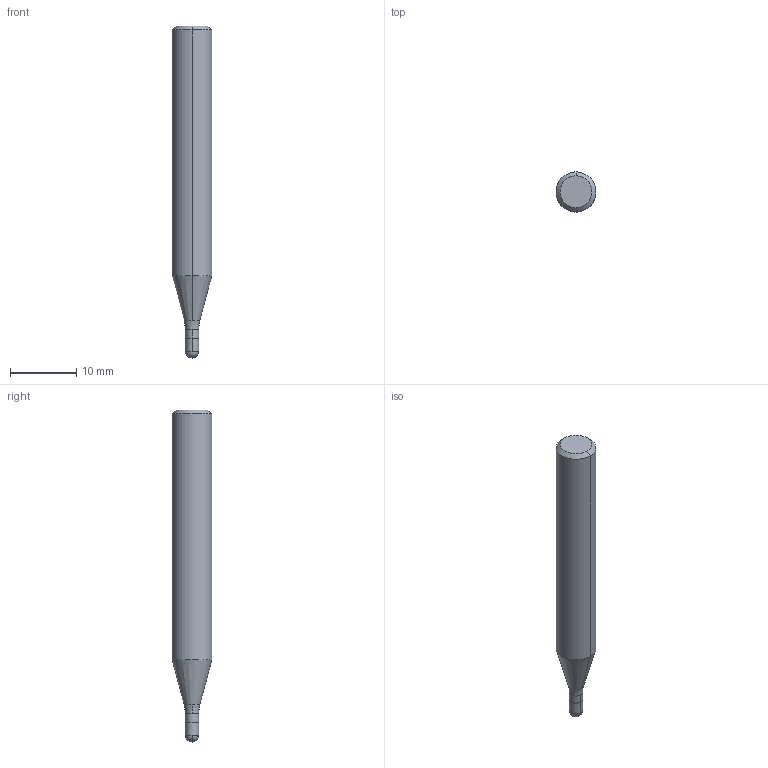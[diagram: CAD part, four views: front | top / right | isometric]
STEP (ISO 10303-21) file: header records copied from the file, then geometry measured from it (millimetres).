
FILE_DESCRIPTION(('STEP AP214'),'1');
FILE_NAME('607981323-000-00-E43.stp','2023-08-22T15:07:21',(' '),(' '),'Spatial InterOp 3D',' ',' ');
FILE_SCHEMA(('AUTOMOTIVE_DESIGN { 1 0 10303 214 1 1 1 1 }'));
Length unit declared in the file: millimetre
Products named in the file (1): 1
Bounding box: 6 x 6 x 50 mm (x, y, z)
Volume: 1176.6 mm3; surface area: 864.8 mm2
Topology: 2 solids, 2 shells, 17 faces, 53 edges, 37 vertices
Faces by surface type: cylinder 6, cone 4, plane 3, torus 2, sphere 2
Entity records: 737 total; most frequent: DIRECTION 118, CARTESIAN_POINT 94, ORIENTED_EDGE 70, AXIS2_PLACEMENT_3D 50, EDGE_CURVE 35, CIRCLE 27, LINE 22, VECTOR 22
